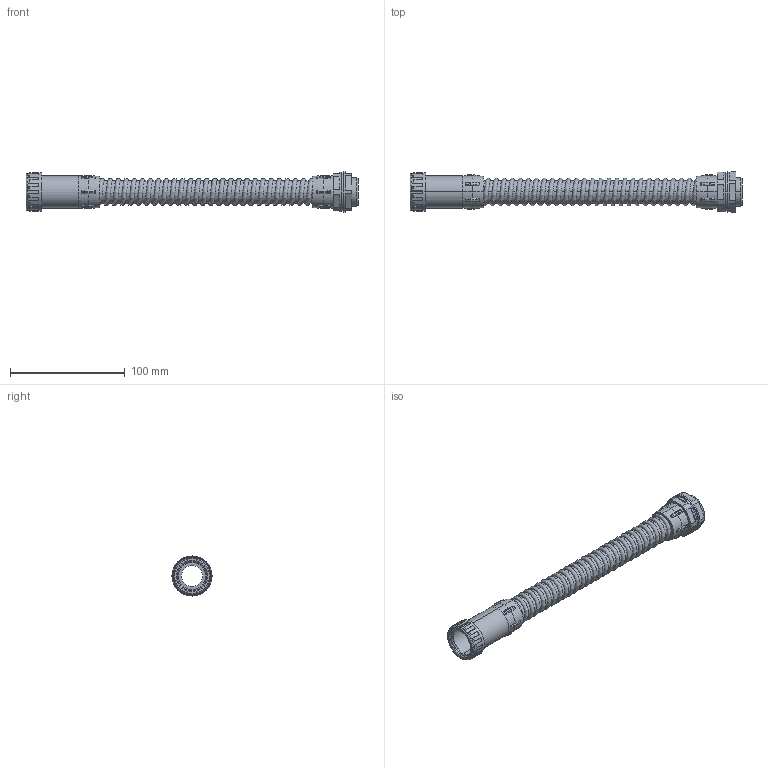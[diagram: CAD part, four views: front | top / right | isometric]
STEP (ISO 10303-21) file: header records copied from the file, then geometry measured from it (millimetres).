
FILE_DESCRIPTION (( 'STEP AP214' ), '1' );
FILE_NAME ('CTA10D-CXS25-K41-050 Ìóôòà ãèáêàÿ òðóáà-êîðîáêà CXS25 IP65.STEP', '2016-06-22T12:59:18', ( '' ), ( '' ), 'SwSTEP 2.0', 'SolidWorks 2014', '' );
FILE_SCHEMA (( 'AUTOMOTIVE_DESIGN' ));
Length unit declared in the file: millimetre
Products named in the file (1): CTA10D-CXS25-K41-050 Ìóôòà ãèáêàÿ òðóáà-êîðîáêà CXS25 IP65
Bounding box: 288.7 x 34.9 x 34.9 mm (x, y, z)
Volume: 51364 mm3; surface area: 47633 mm2
Topology: 1 solids, 4 shells, 347 faces, 950 edges, 596 vertices
Faces by surface type: plane 113, cylinder 99, bspline 61, torus 56, cone 18
Entity records: 24696 total; most frequent: CARTESIAN_POINT 16580, ORIENTED_EDGE 1852, DIRECTION 1526, EDGE_CURVE 926, AXIS2_PLACEMENT_3D 623, VERTEX_POINT 596, EDGE_LOOP 364, FACE_OUTER_BOUND 347
